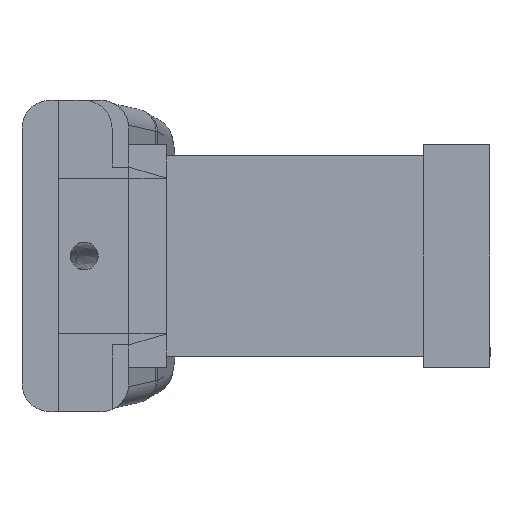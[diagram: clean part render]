
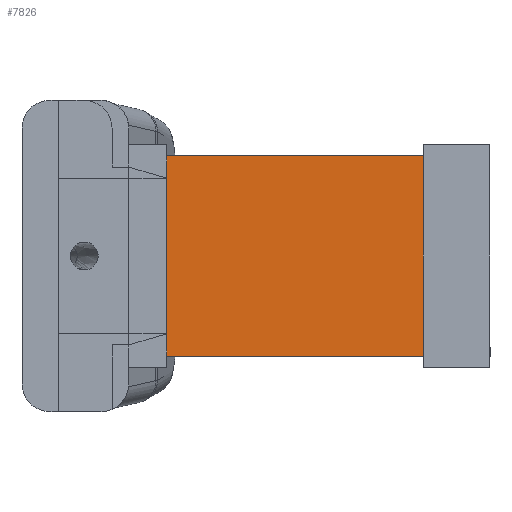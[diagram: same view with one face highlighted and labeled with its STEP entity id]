
A CAD part, left-side view. The second image highlights one B-rep face of the part: STEP entity #7826.
In plain terms, the highlighted planar face has unit normal (-1, 0, 0).
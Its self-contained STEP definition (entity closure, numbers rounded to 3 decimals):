
#603=PLANE('',#8401);
#923=FACE_OUTER_BOUND('',#1353,.T.);
#1353=EDGE_LOOP('',(#6589,#6590,#6591,#6592));
#2101=LINE('',#12803,#2919);
#2102=LINE('',#12806,#2920);
#2105=LINE('',#12812,#2923);
#2108=LINE('',#12817,#2926);
#2919=VECTOR('',#9905,10.);
#2920=VECTOR('',#9908,10.);
#2923=VECTOR('',#9913,10.);
#2926=VECTOR('',#9918,10.);
#3692=VERTEX_POINT('',#12762);
#3697=VERTEX_POINT('',#12772);
#3706=VERTEX_POINT('',#12805);
#3708=VERTEX_POINT('',#12811);
#4705=EDGE_CURVE('',#3692,#3697,#2101,.T.);
#4706=EDGE_CURVE('',#3697,#3706,#2102,.T.);
#4709=EDGE_CURVE('',#3708,#3692,#2105,.T.);
#4712=EDGE_CURVE('',#3706,#3708,#2108,.T.);
#6589=ORIENTED_EDGE('',*,*,#4712,.F.);
#6590=ORIENTED_EDGE('',*,*,#4706,.F.);
#6591=ORIENTED_EDGE('',*,*,#4705,.F.);
#6592=ORIENTED_EDGE('',*,*,#4709,.F.);
#7826=ADVANCED_FACE('',(#923),#603,.F.);
#8401=AXIS2_PLACEMENT_3D('',#12820,#9922,#9923);
#9905=DIRECTION('',(0.,0.,-1.));
#9908=DIRECTION('',(0.,1.,0.));
#9913=DIRECTION('',(0.,-1.,0.));
#9918=DIRECTION('',(0.,0.,1.));
#9922=DIRECTION('center_axis',(1.,0.,0.));
#9923=DIRECTION('ref_axis',(0.,0.,-1.));
#12762=CARTESIAN_POINT('',(0.,-23.,1.033));
#12772=CARTESIAN_POINT('',(0.,-23.,-16.967));
#12803=CARTESIAN_POINT('',(0.,-23.,1.033));
#12805=CARTESIAN_POINT('',(0.,0.1,-16.967));
#12806=CARTESIAN_POINT('',(0.,-23.,-16.967));
#12811=CARTESIAN_POINT('',(0.,0.1,1.033));
#12812=CARTESIAN_POINT('',(0.,0.1,1.033));
#12817=CARTESIAN_POINT('',(0.,0.1,-16.967));
#12820=CARTESIAN_POINT('Origin',(0.,-11.45,-7.967));
